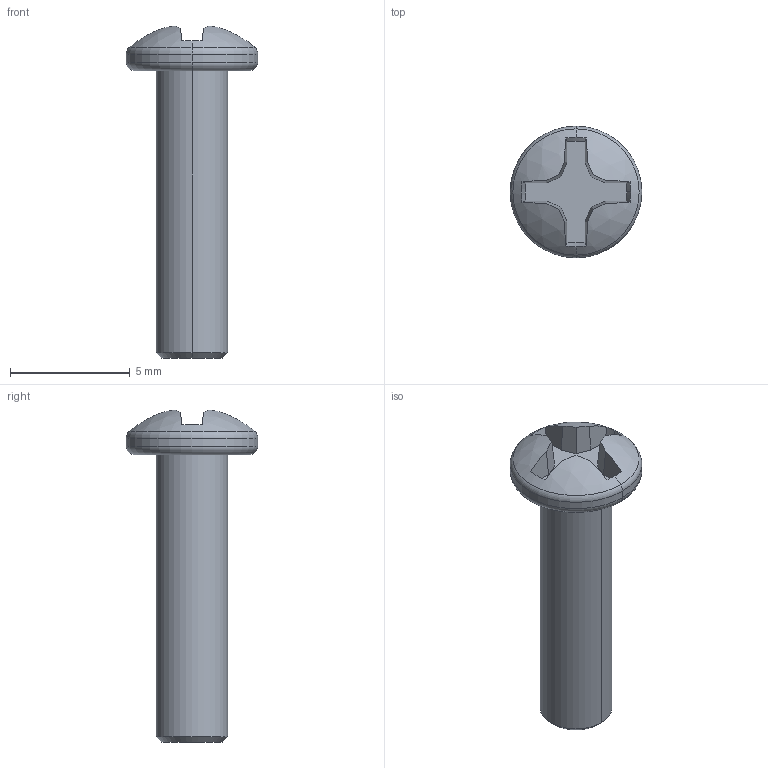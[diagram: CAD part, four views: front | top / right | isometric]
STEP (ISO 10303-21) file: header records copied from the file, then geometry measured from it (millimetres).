
FILE_DESCRIPTION (( 'STEP AP203' ), '1' );
FILE_NAME ('94387A215_NO THREADS_JIS Steel Pan Head Screws.STEP', '2023-05-17T16:36:29', ( 'Administrator' ), ( 'Managed by Terraform' ), 'SwSTEP 2.0', 'SolidWorks 2017', '' );
FILE_SCHEMA (( 'CONFIG_CONTROL_DESIGN' ));
Length unit declared in the file: millimetre
Products named in the file (1): 94387A215_NO THREADS_JIS Steel Pan Head Screws
Bounding box: 5.5 x 5.5 x 13.86 mm (x, y, z)
Volume: 109.9 mm3; surface area: 188.1 mm2
Topology: 1 solids, 1 shells, 36 faces, 91 edges, 58 vertices
Faces by surface type: plane 19, cone 7, cylinder 4, torus 4, sphere 2
Entity records: 1184 total; most frequent: CARTESIAN_POINT 210, DIRECTION 205, ORIENTED_EDGE 182, EDGE_CURVE 91, AXIS2_PLACEMENT_3D 85, VERTEX_POINT 58, CIRCLE 48, EDGE_LOOP 37
